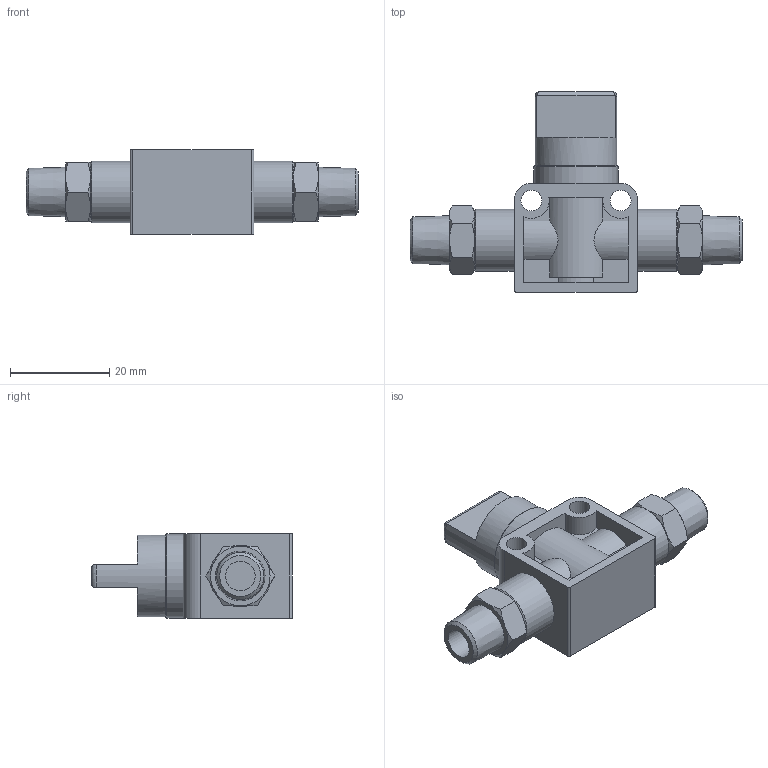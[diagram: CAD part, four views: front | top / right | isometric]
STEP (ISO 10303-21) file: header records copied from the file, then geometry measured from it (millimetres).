
FILE_DESCRIPTION(/* description */ ('STEP AP214'),/* implementation_level */ '2;1');
FILE_NAME(/* name */ '153296_HE-3-1_8-1_8',/* time_stamp */ '2024-08-29T02:49:46+02:00',/* author */ ('License CC BY-ND 4.0'),/* organization */ ('CADENAS'),/* preprocessor_version */ 'ST-DEVELOPER v19.3',/* originating_system */ 'PARTsolutions',/* authorisation */ ' ');
FILE_SCHEMA (('CONFIG_CONTROL_DESIGN','AUTOMOTIVE_DESIGN {1 0 10303 214 3 1 1}'));
Length unit declared in the file: millimetre
Products named in the file (1): 153296 HE-3-1/8-1/8
Bounding box: 67 x 40.5 x 17 mm (x, y, z)
Volume: 13006.9 mm3; surface area: 6645.5 mm2
Topology: 1 solids, 1 shells, 108 faces, 258 edges, 161 vertices
Faces by surface type: plane 49, cone 31, cylinder 26, torus 2
Full cylindrical faces by diameter (mm): 4.2 x2, 6 x2, 12.5 x2, 16.5 x1, 17 x1
Entity records: 3879 total; most frequent: CARTESIAN_POINT 713, ORIENTED_EDGE 482, DIRECTION 480, EDGE_CURVE 241, AXIS2_PLACEMENT_3D 190, VERTEX_POINT 159, EDGE_LOOP 136, FACE_BOUND 136
